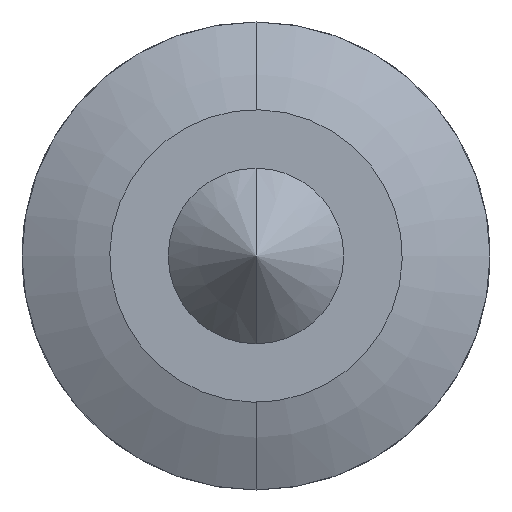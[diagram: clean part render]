
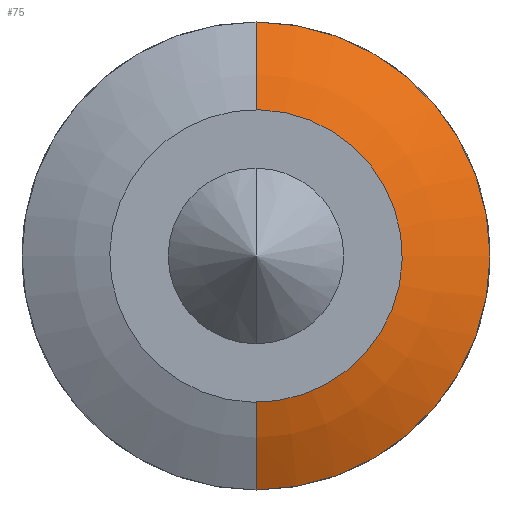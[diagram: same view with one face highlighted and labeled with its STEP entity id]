
A CAD part, front view. The second image highlights one B-rep face of the part: STEP entity #75.
In plain terms, the highlighted toroidal (fillet/blend) face has major radius 0.771 mm and minor radius 18 mm.
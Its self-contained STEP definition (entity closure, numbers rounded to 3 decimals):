
#75 = ADVANCED_FACE ( 'NONE', ( #676 ), #145, .T. ) ;
#97 = EDGE_CURVE ( 'NONE', #283, #282, #783, .T. ) ;
#105 = EDGE_CURVE ( 'NONE', #276, #275, #782, .T. ) ;
#135 = EDGE_CURVE ( 'NONE', #275, #282, #758, .T. ) ;
#145 = TOROIDAL_SURFACE ( 'NONE', #159, -0.771, 18. ) ;
#159 = AXIS2_PLACEMENT_3D ( 'NONE', #966, #965, #964 ) ;
#275 = VERTEX_POINT ( 'NONE', #526 ) ;
#276 = VERTEX_POINT ( 'NONE', #525 ) ;
#282 = VERTEX_POINT ( 'NONE', #517 ) ;
#283 = VERTEX_POINT ( 'NONE', #516 ) ;
#311 = EDGE_LOOP ( 'NONE', ( #886, #883, #885, #874 ) ) ;
#478 = DIRECTION ( 'NONE',  ( 0., 0., 1. ) ) ;
#480 = DIRECTION ( 'NONE',  ( -1., 0., 0. ) ) ;
#481 = CARTESIAN_POINT ( 'NONE',  ( 0., 45.719, -0.771 ) ) ;
#516 = CARTESIAN_POINT ( 'NONE',  ( 0., 30., 8. ) ) ;
#517 = CARTESIAN_POINT ( 'NONE',  ( 0., 30., -8. ) ) ;
#525 = CARTESIAN_POINT ( 'NONE',  ( 0., 28., 2.4 ) ) ;
#526 = CARTESIAN_POINT ( 'NONE',  ( 0., 28., -2.4 ) ) ;
#537 = DIRECTION ( 'NONE',  ( 0., 0., 1. ) ) ;
#539 = DIRECTION ( 'NONE',  ( 0., 1., 0. ) ) ;
#541 = CARTESIAN_POINT ( 'NONE',  ( 0., 28., 0. ) ) ;
#547 = DIRECTION ( 'NONE',  ( 0., 0., -1. ) ) ;
#548 = DIRECTION ( 'NONE',  ( 1., 0., 0. ) ) ;
#549 = CARTESIAN_POINT ( 'NONE',  ( 0., 45.719, 0.771 ) ) ;
#676 = FACE_OUTER_BOUND ( 'NONE', #311, .T. ) ;
#721 = AXIS2_PLACEMENT_3D ( 'NONE', #481, #480, #478 ) ;
#723 = AXIS2_PLACEMENT_3D ( 'NONE', #549, #548, #547 ) ;
#726 = AXIS2_PLACEMENT_3D ( 'NONE', #541, #539, #537 ) ;
#755 = CIRCLE ( 'NONE', #721, 18. ) ;
#758 = CIRCLE ( 'NONE', #723, 18. ) ;
#767 = AXIS2_PLACEMENT_3D ( 'NONE', #913, #912, #911 ) ;
#782 = CIRCLE ( 'NONE', #726, 2.4 ) ;
#783 = CIRCLE ( 'NONE', #767, 8. ) ;
#790 = EDGE_CURVE ( 'NONE', #276, #283, #755, .T. ) ;
#874 = ORIENTED_EDGE ( 'NONE', *, *, #790, .F. ) ;
#883 = ORIENTED_EDGE ( 'NONE', *, *, #135, .T. ) ;
#885 = ORIENTED_EDGE ( 'NONE', *, *, #97, .F. ) ;
#886 = ORIENTED_EDGE ( 'NONE', *, *, #105, .T. ) ;
#911 = DIRECTION ( 'NONE',  ( 0., 0., 1. ) ) ;
#912 = DIRECTION ( 'NONE',  ( 0., 1., 0. ) ) ;
#913 = CARTESIAN_POINT ( 'NONE',  ( 0., 30., 0. ) ) ;
#964 = DIRECTION ( 'NONE',  ( 0., 0., 1. ) ) ;
#965 = DIRECTION ( 'NONE',  ( 0., 1., 0. ) ) ;
#966 = CARTESIAN_POINT ( 'NONE',  ( 0., 45.719, 0. ) ) ;
